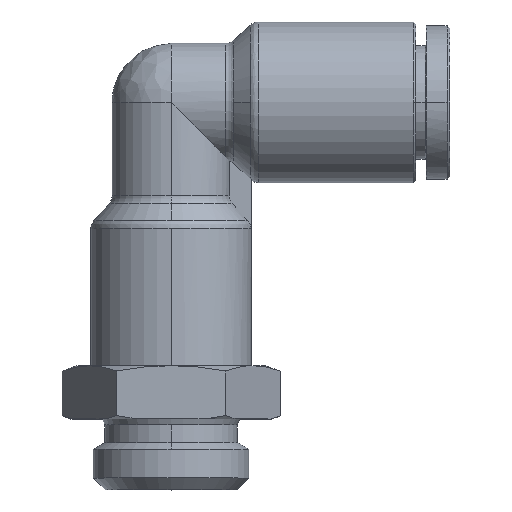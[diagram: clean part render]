
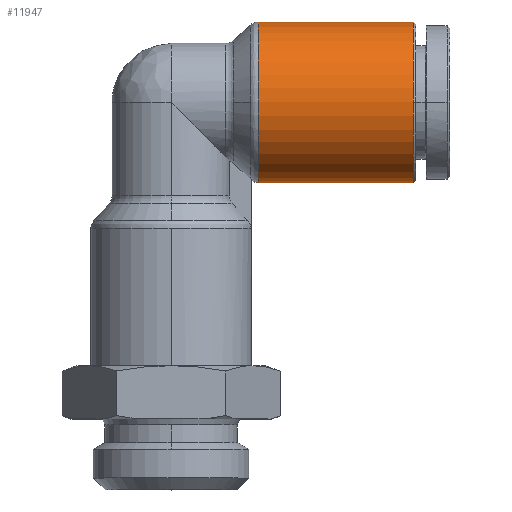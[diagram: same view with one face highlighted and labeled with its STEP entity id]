
A CAD part, top view. The second image highlights one B-rep face of the part: STEP entity #11947.
In plain terms, the highlighted cylindrical face has radius 6.8 mm (diameter 13.6 mm), a partial arc.
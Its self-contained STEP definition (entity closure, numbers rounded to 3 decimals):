
#163 = VERTEX_POINT ( 'NONE', #3509 ) ;
#941 = DIRECTION ( 'NONE',  ( 1., 0., 0. ) ) ;
#1047 = ORIENTED_EDGE ( 'NONE', *, *, #2983, .T. ) ;
#1199 = CARTESIAN_POINT ( 'NONE',  ( 4.528, 0., -6.8 ) ) ;
#1724 = CARTESIAN_POINT ( 'NONE',  ( 13.028, 0., 0. ) ) ;
#2173 = EDGE_LOOP ( 'NONE', ( #9544, #10507, #8538, #7456, #1047 ) ) ;
#2896 = EDGE_CURVE ( 'NONE', #10536, #163, #7666, .T. ) ;
#2983 = EDGE_CURVE ( 'NONE', #163, #15484, #15238, .T. ) ;
#3509 = CARTESIAN_POINT ( 'NONE',  ( 13.028, -6.8, 0. ) ) ;
#3526 = CARTESIAN_POINT ( 'NONE',  ( 13.028, 0., -6.8 ) ) ;
#3619 = EDGE_CURVE ( 'NONE', #10771, #15484, #15201, .T. ) ;
#5220 = AXIS2_PLACEMENT_3D ( 'NONE', #15066, #9207, #9310 ) ;
#5657 = DIRECTION ( 'NONE',  ( 1., 0., 0. ) ) ;
#5886 = DIRECTION ( 'NONE',  ( 1., 0., 0. ) ) ;
#6012 = EDGE_CURVE ( 'NONE', #10771, #9979, #11914, .T. ) ;
#6126 = VECTOR ( 'NONE', #7610, 1000. ) ;
#6840 = VECTOR ( 'NONE', #941, 1000. ) ;
#7074 = DIRECTION ( 'NONE',  ( 0., 0., -1. ) ) ;
#7456 = ORIENTED_EDGE ( 'NONE', *, *, #2896, .T. ) ;
#7610 = DIRECTION ( 'NONE',  ( 1., 0., 0. ) ) ;
#7666 = CIRCLE ( 'NONE', #5220, 6.8 ) ;
#7971 = DIRECTION ( 'NONE',  ( -1., 0., 0. ) ) ;
#8538 = ORIENTED_EDGE ( 'NONE', *, *, #12594, .T. ) ;
#8572 = CARTESIAN_POINT ( 'NONE',  ( -0.089, 0., 6.8 ) ) ;
#8638 = CARTESIAN_POINT ( 'NONE',  ( -0.089, 0., -6.8 ) ) ;
#8946 = CYLINDRICAL_SURFACE ( 'NONE', #9665, 6.8 ) ;
#9012 = AXIS2_PLACEMENT_3D ( 'NONE', #12336, #5886, #7074 ) ;
#9158 = FACE_OUTER_BOUND ( 'NONE', #2173, .T. ) ;
#9207 = DIRECTION ( 'NONE',  ( -1., 0., 0. ) ) ;
#9310 = DIRECTION ( 'NONE',  ( 0., 0., -1. ) ) ;
#9544 = ORIENTED_EDGE ( 'NONE', *, *, #3619, .F. ) ;
#9665 = AXIS2_PLACEMENT_3D ( 'NONE', #10722, #5657, #12171 ) ;
#9795 = CARTESIAN_POINT ( 'NONE',  ( 4.528, 0., 6.8 ) ) ;
#9979 = VERTEX_POINT ( 'NONE', #8638 ) ;
#10507 = ORIENTED_EDGE ( 'NONE', *, *, #6012, .T. ) ;
#10536 = VERTEX_POINT ( 'NONE', #3526 ) ;
#10722 = CARTESIAN_POINT ( 'NONE',  ( 4.528, 0., 0. ) ) ;
#10771 = VERTEX_POINT ( 'NONE', #8572 ) ;
#11644 = DIRECTION ( 'NONE',  ( 0., 0., -1. ) ) ;
#11914 = CIRCLE ( 'NONE', #9012, 6.8 ) ;
#11947 = ADVANCED_FACE ( 'NONE', ( #9158 ), #8946, .T. ) ;
#12171 = DIRECTION ( 'NONE',  ( 0., 0., -1. ) ) ;
#12336 = CARTESIAN_POINT ( 'NONE',  ( -0.089, 0., 0. ) ) ;
#12370 = AXIS2_PLACEMENT_3D ( 'NONE', #1724, #7971, #11644 ) ;
#12594 = EDGE_CURVE ( 'NONE', #9979, #10536, #16245, .T. ) ;
#15066 = CARTESIAN_POINT ( 'NONE',  ( 13.028, 0., 0. ) ) ;
#15201 = LINE ( 'NONE', #9795, #6840 ) ;
#15238 = CIRCLE ( 'NONE', #12370, 6.8 ) ;
#15352 = CARTESIAN_POINT ( 'NONE',  ( 13.028, 0., 6.8 ) ) ;
#15484 = VERTEX_POINT ( 'NONE', #15352 ) ;
#16245 = LINE ( 'NONE', #1199, #6126 ) ;
